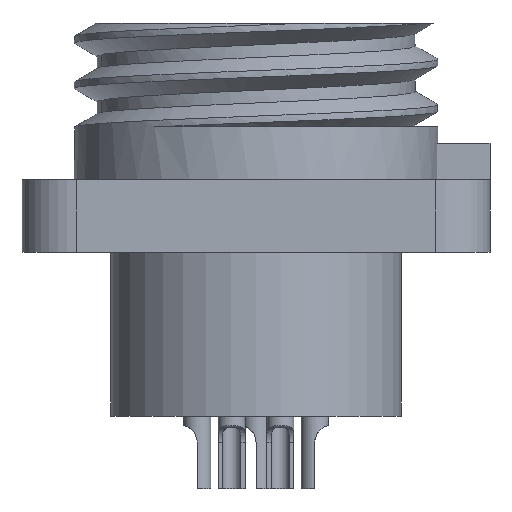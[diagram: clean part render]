
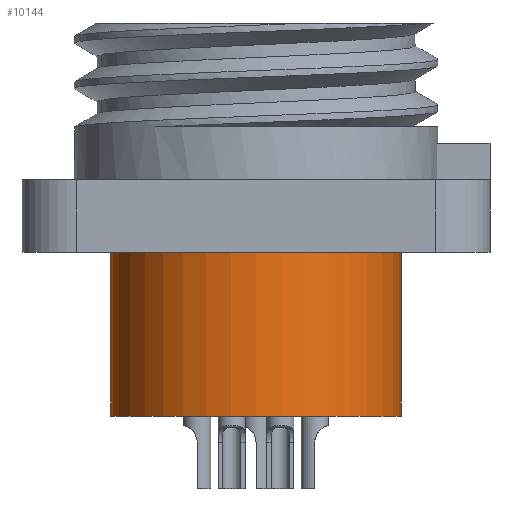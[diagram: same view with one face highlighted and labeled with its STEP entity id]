
A CAD part, front view. The second image highlights one B-rep face of the part: STEP entity #10144.
In plain terms, the highlighted cylindrical face has radius 8 mm (diameter 16 mm), a partial arc.
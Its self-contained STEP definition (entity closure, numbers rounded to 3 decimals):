
#145 = AXIS2_PLACEMENT_3D ( 'NONE', #8318, #1920, #9304 ) ;
#396 = ORIENTED_EDGE ( 'NONE', *, *, #7298, .T. ) ;
#481 = CARTESIAN_POINT ( 'NONE',  ( 0., -8., 9. ) ) ;
#1176 = EDGE_CURVE ( 'NONE', #4810, #10183, #1264, .T. ) ;
#1178 = DIRECTION ( 'NONE',  ( 0., 0., -1. ) ) ;
#1256 = AXIS2_PLACEMENT_3D ( 'NONE', #8087, #8888, #9068 ) ;
#1264 = LINE ( 'NONE', #481, #7345 ) ;
#1506 = AXIS2_PLACEMENT_3D ( 'NONE', #6097, #10512, #7817 ) ;
#1557 = CARTESIAN_POINT ( 'NONE',  ( 0., -8., 0. ) ) ;
#1920 = DIRECTION ( 'NONE',  ( 0., 0., -1. ) ) ;
#2270 = ORIENTED_EDGE ( 'NONE', *, *, #1176, .F. ) ;
#2275 = ORIENTED_EDGE ( 'NONE', *, *, #7001, .T. ) ;
#2461 = EDGE_LOOP ( 'NONE', ( #2270, #396, #2275, #8767 ) ) ;
#2485 = VERTEX_POINT ( 'NONE', #3344 ) ;
#3016 = LINE ( 'NONE', #10468, #5182 ) ;
#3323 = CYLINDRICAL_SURFACE ( 'NONE', #1256, 8. ) ;
#3344 = CARTESIAN_POINT ( 'NONE',  ( 0., 8., 9. ) ) ;
#3655 = CIRCLE ( 'NONE', #1506, 8. ) ;
#4135 = CARTESIAN_POINT ( 'NONE',  ( 0., -8., 9. ) ) ;
#4807 = CIRCLE ( 'NONE', #145, 8. ) ;
#4810 = VERTEX_POINT ( 'NONE', #4135 ) ;
#5182 = VECTOR ( 'NONE', #1178, 1000. ) ;
#5990 = CARTESIAN_POINT ( 'NONE',  ( 0., 8., 0. ) ) ;
#6097 = CARTESIAN_POINT ( 'NONE',  ( 0., 0., 0. ) ) ;
#7001 = EDGE_CURVE ( 'NONE', #2485, #11798, #3016, .T. ) ;
#7298 = EDGE_CURVE ( 'NONE', #4810, #2485, #4807, .T. ) ;
#7345 = VECTOR ( 'NONE', #11656, 1000. ) ;
#7817 = DIRECTION ( 'NONE',  ( 0., 1., 0. ) ) ;
#8087 = CARTESIAN_POINT ( 'NONE',  ( 0., 0., 9. ) ) ;
#8153 = FACE_OUTER_BOUND ( 'NONE', #2461, .T. ) ;
#8192 = EDGE_CURVE ( 'NONE', #11798, #10183, #3655, .T. ) ;
#8318 = CARTESIAN_POINT ( 'NONE',  ( 0., 0., 9. ) ) ;
#8767 = ORIENTED_EDGE ( 'NONE', *, *, #8192, .T. ) ;
#8888 = DIRECTION ( 'NONE',  ( 0., 0., -1. ) ) ;
#9068 = DIRECTION ( 'NONE',  ( 0., 1., 0. ) ) ;
#9304 = DIRECTION ( 'NONE',  ( 0., 1., 0. ) ) ;
#10144 = ADVANCED_FACE ( 'NONE', ( #8153 ), #3323, .T. ) ;
#10183 = VERTEX_POINT ( 'NONE', #1557 ) ;
#10468 = CARTESIAN_POINT ( 'NONE',  ( 0., 8., 9. ) ) ;
#10512 = DIRECTION ( 'NONE',  ( 0., 0., 1. ) ) ;
#11656 = DIRECTION ( 'NONE',  ( 0., 0., -1. ) ) ;
#11798 = VERTEX_POINT ( 'NONE', #5990 ) ;
